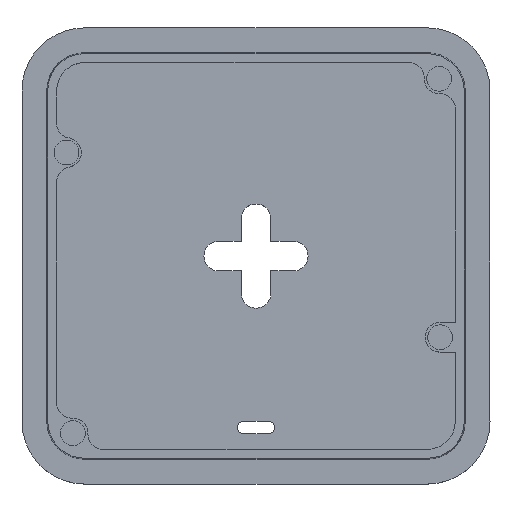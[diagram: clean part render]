
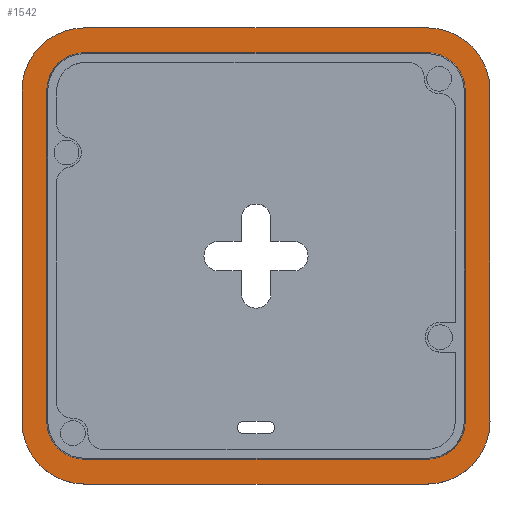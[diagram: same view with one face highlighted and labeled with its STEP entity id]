
A CAD part, top view. The second image highlights one B-rep face of the part: STEP entity #1542.
In plain terms, the highlighted planar face has unit normal (0, 0, 1).
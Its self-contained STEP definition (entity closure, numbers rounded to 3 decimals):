
#34=FACE_BOUND('',#254,.T.);
#74=PLANE('',#1712);
#157=FACE_OUTER_BOUND('',#253,.T.);
#253=EDGE_LOOP('',(#1381,#1382,#1383,#1384,#1385,#1386,#1387,#1388));
#254=EDGE_LOOP('',(#1389,#1390,#1391,#1392,#1393,#1394,#1395,#1396));
#374=LINE('',#2611,#516);
#377=LINE('',#2619,#519);
#390=LINE('',#2656,#532);
#392=LINE('',#2662,#534);
#393=LINE('',#2666,#535);
#394=LINE('',#2670,#536);
#395=LINE('',#2674,#537);
#396=LINE('',#2678,#538);
#516=VECTOR('',#2086,10.);
#519=VECTOR('',#2095,10.);
#532=VECTOR('',#2142,10.);
#534=VECTOR('',#2150,10.);
#535=VECTOR('',#2153,10.);
#536=VECTOR('',#2156,10.);
#537=VECTOR('',#2159,10.);
#538=VECTOR('',#2162,10.);
#612=CIRCLE('',#1687,7.644);
#613=CIRCLE('',#1690,7.644);
#616=CIRCLE('',#1699,7.644);
#619=CIRCLE('',#1710,7.644);
#620=CIRCLE('',#1713,12.644);
#621=CIRCLE('',#1714,12.644);
#622=CIRCLE('',#1715,12.644);
#623=CIRCLE('',#1716,12.644);
#745=VERTEX_POINT('',#2603);
#746=VERTEX_POINT('',#2605);
#747=VERTEX_POINT('',#2609);
#748=VERTEX_POINT('',#2613);
#749=VERTEX_POINT('',#2617);
#753=VERTEX_POINT('',#2635);
#756=VERTEX_POINT('',#2654);
#757=VERTEX_POINT('',#2658);
#758=VERTEX_POINT('',#2664);
#759=VERTEX_POINT('',#2665);
#760=VERTEX_POINT('',#2667);
#761=VERTEX_POINT('',#2669);
#762=VERTEX_POINT('',#2671);
#763=VERTEX_POINT('',#2673);
#764=VERTEX_POINT('',#2675);
#765=VERTEX_POINT('',#2677);
#942=EDGE_CURVE('',#746,#745,#612,.T.);
#945=EDGE_CURVE('',#745,#747,#374,.T.);
#947=EDGE_CURVE('',#747,#748,#613,.T.);
#949=EDGE_CURVE('',#748,#749,#377,.T.);
#958=EDGE_CURVE('',#749,#753,#616,.T.);
#967=EDGE_CURVE('',#753,#756,#390,.T.);
#969=EDGE_CURVE('',#756,#757,#619,.T.);
#970=EDGE_CURVE('',#757,#746,#392,.T.);
#971=EDGE_CURVE('',#758,#759,#393,.T.);
#972=EDGE_CURVE('',#760,#758,#620,.T.);
#973=EDGE_CURVE('',#761,#760,#394,.T.);
#974=EDGE_CURVE('',#762,#761,#621,.T.);
#975=EDGE_CURVE('',#763,#762,#395,.T.);
#976=EDGE_CURVE('',#764,#763,#622,.T.);
#977=EDGE_CURVE('',#765,#764,#396,.T.);
#978=EDGE_CURVE('',#759,#765,#623,.T.);
#1381=ORIENTED_EDGE('',*,*,#971,.F.);
#1382=ORIENTED_EDGE('',*,*,#972,.F.);
#1383=ORIENTED_EDGE('',*,*,#973,.F.);
#1384=ORIENTED_EDGE('',*,*,#974,.F.);
#1385=ORIENTED_EDGE('',*,*,#975,.F.);
#1386=ORIENTED_EDGE('',*,*,#976,.F.);
#1387=ORIENTED_EDGE('',*,*,#977,.F.);
#1388=ORIENTED_EDGE('',*,*,#978,.F.);
#1389=ORIENTED_EDGE('',*,*,#967,.T.);
#1390=ORIENTED_EDGE('',*,*,#969,.T.);
#1391=ORIENTED_EDGE('',*,*,#970,.T.);
#1392=ORIENTED_EDGE('',*,*,#942,.T.);
#1393=ORIENTED_EDGE('',*,*,#945,.T.);
#1394=ORIENTED_EDGE('',*,*,#947,.T.);
#1395=ORIENTED_EDGE('',*,*,#949,.T.);
#1396=ORIENTED_EDGE('',*,*,#958,.T.);
#1542=ADVANCED_FACE('',(#157,#34),#74,.F.);
#1687=AXIS2_PLACEMENT_3D('',#2606,#2080,#2081);
#1690=AXIS2_PLACEMENT_3D('',#2615,#2090,#2091);
#1699=AXIS2_PLACEMENT_3D('',#2637,#2116,#2117);
#1710=AXIS2_PLACEMENT_3D('',#2660,#2146,#2147);
#1712=AXIS2_PLACEMENT_3D('',#2663,#2151,#2152);
#1713=AXIS2_PLACEMENT_3D('',#2668,#2154,#2155);
#1714=AXIS2_PLACEMENT_3D('',#2672,#2157,#2158);
#1715=AXIS2_PLACEMENT_3D('',#2676,#2160,#2161);
#1716=AXIS2_PLACEMENT_3D('',#2679,#2163,#2164);
#2080=DIRECTION('center_axis',(0.,0.,-1.));
#2081=DIRECTION('ref_axis',(1.,0.,0.));
#2086=DIRECTION('',(-1.,0.,0.));
#2090=DIRECTION('center_axis',(0.,0.,-1.));
#2091=DIRECTION('ref_axis',(0.,-1.,0.));
#2095=DIRECTION('',(0.,1.,0.));
#2116=DIRECTION('center_axis',(0.,0.,-1.));
#2117=DIRECTION('ref_axis',(-1.,-0.008,0.));
#2142=DIRECTION('',(1.,0.,0.));
#2146=DIRECTION('center_axis',(0.,0.,-1.));
#2147=DIRECTION('ref_axis',(0.,1.,0.));
#2150=DIRECTION('',(0.,-1.,0.));
#2151=DIRECTION('center_axis',(0.,0.,-1.));
#2152=DIRECTION('ref_axis',(1.,0.,0.));
#2153=DIRECTION('',(0.,1.,0.));
#2154=DIRECTION('center_axis',(0.,0.,-1.));
#2155=DIRECTION('ref_axis',(0.,-1.,0.));
#2156=DIRECTION('',(-1.,0.,0.));
#2157=DIRECTION('center_axis',(0.,0.,-1.));
#2158=DIRECTION('ref_axis',(1.,0.,0.));
#2159=DIRECTION('',(0.,-1.,0.));
#2160=DIRECTION('center_axis',(0.,0.,-1.));
#2161=DIRECTION('ref_axis',(0.,1.,0.));
#2162=DIRECTION('',(1.,0.,0.));
#2163=DIRECTION('center_axis',(0.,0.,-1.));
#2164=DIRECTION('ref_axis',(-1.,-0.007,0.));
#2603=CARTESIAN_POINT('',(101.441,-151.796,-4.99));
#2605=CARTESIAN_POINT('',(109.085,-144.153,-4.99));
#2606=CARTESIAN_POINT('Origin',(101.441,-144.152,-4.99));
#2609=CARTESIAN_POINT('',(32.385,-151.796,-4.99));
#2611=CARTESIAN_POINT('',(49.649,-151.796,-4.99));
#2613=CARTESIAN_POINT('',(24.741,-144.152,-4.99));
#2615=CARTESIAN_POINT('Origin',(32.385,-144.152,-4.99));
#2617=CARTESIAN_POINT('',(24.741,-77.542,-4.99));
#2619=CARTESIAN_POINT('',(24.741,-94.179,-4.99));
#2635=CARTESIAN_POINT('',(32.385,-69.833,-4.99));
#2637=CARTESIAN_POINT('Origin',(32.385,-77.477,-4.99));
#2654=CARTESIAN_POINT('',(101.441,-69.834,-4.99));
#2656=CARTESIAN_POINT('',(84.177,-69.834,-4.99));
#2658=CARTESIAN_POINT('',(109.085,-77.478,-4.99));
#2660=CARTESIAN_POINT('Origin',(101.441,-77.478,-4.99));
#2662=CARTESIAN_POINT('',(109.085,-127.484,-4.99));
#2663=CARTESIAN_POINT('Origin',(66.913,-110.815,-4.99));
#2664=CARTESIAN_POINT('',(19.741,-144.152,-4.99));
#2665=CARTESIAN_POINT('',(19.741,-77.561,-4.99));
#2666=CARTESIAN_POINT('',(19.741,-144.152,-4.99));
#2667=CARTESIAN_POINT('',(32.385,-156.796,-4.99));
#2668=CARTESIAN_POINT('Origin',(32.385,-144.152,-4.99));
#2669=CARTESIAN_POINT('',(101.441,-156.796,-4.99));
#2670=CARTESIAN_POINT('',(101.441,-156.796,-4.99));
#2671=CARTESIAN_POINT('',(114.085,-144.153,-4.99));
#2672=CARTESIAN_POINT('Origin',(101.441,-144.152,-4.99));
#2673=CARTESIAN_POINT('',(114.085,-77.477,-4.99));
#2674=CARTESIAN_POINT('',(114.085,-77.477,-4.99));
#2675=CARTESIAN_POINT('',(101.441,-64.834,-4.99));
#2676=CARTESIAN_POINT('Origin',(101.441,-77.478,-4.99));
#2677=CARTESIAN_POINT('',(32.385,-64.833,-4.99));
#2678=CARTESIAN_POINT('',(32.385,-64.833,-4.99));
#2679=CARTESIAN_POINT('Origin',(32.385,-77.477,-4.99));
